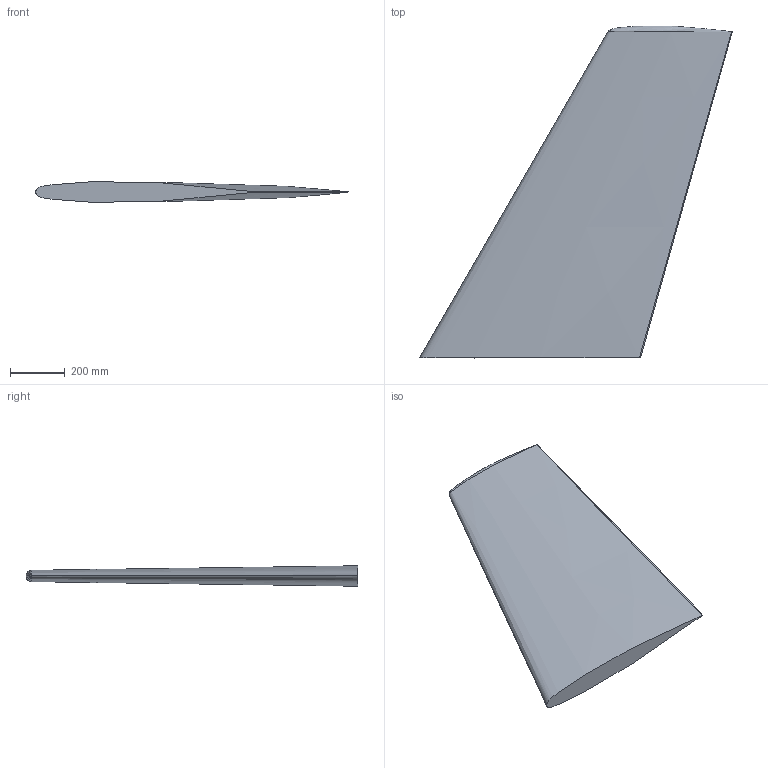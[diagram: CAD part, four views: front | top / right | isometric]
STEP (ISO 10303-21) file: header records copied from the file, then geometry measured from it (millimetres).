
FILE_DESCRIPTION(/* description */ (''),/* implementation_level */ '2;1');
FILE_NAME(/* name */ 'AileM6_with_sharp_TE.stp',/* time_stamp */ '2016-07-21T12:33:57-04:00',/* author */ (''),/* organization */ (''),/* preprocessor_version */ 'ST-DEVELOPER v11',/* originating_system */ 'SIEMENS PLM Software NX 7.5',/* authorisation */ '');
FILE_SCHEMA (('CONFIG_CONTROL_DESIGN'));
Length unit declared in the file: millimetre
Products named in the file (1): AileM6_with_sharp_TE
Bounding box: 1146.57 x 1217.33 x 74.8 mm (x, y, z)
Volume: 33723605.6 mm3; surface area: 1611348.6 mm2
Topology: 1 solids, 1 shells, 11 faces, 21 edges, 12 vertices
Faces by surface type: bspline 8, plane 3
Entity records: 2824 total; most frequent: CARTESIAN_POINT 2578, ORIENTED_EDGE 42, EDGE_CURVE 21, B_SPLINE_CURVE_WITH_KNOTS 19, VERTEX_POINT 12, ADVANCED_FACE 11, FACE_OUTER_BOUND 11, EDGE_LOOP 11
